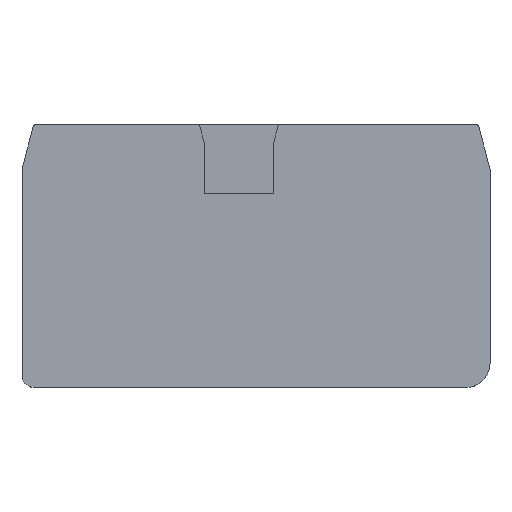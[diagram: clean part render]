
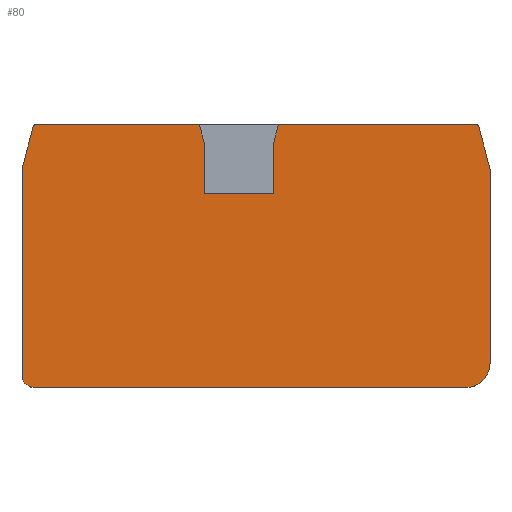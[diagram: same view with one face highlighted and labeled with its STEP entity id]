
A CAD part, top view. The second image highlights one B-rep face of the part: STEP entity #80.
In plain terms, the highlighted planar face has unit normal (0, 0, 1).
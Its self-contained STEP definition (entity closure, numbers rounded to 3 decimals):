
#80 = ADVANCED_FACE( '', ( #182 ), #183, .T. );
#182 = FACE_OUTER_BOUND( '', #309, .T. );
#183 = PLANE( '', #310 );
#309 = EDGE_LOOP( '', ( #472, #473, #474, #475, #476, #477, #478, #479, #480, #481, #482, #483, #484, #485, #486, #487, #488, #489 ) );
#310 = AXIS2_PLACEMENT_3D( '', #490, #491, #492 );
#472 = ORIENTED_EDGE( '', *, *, #742, .T. );
#473 = ORIENTED_EDGE( '', *, *, #775, .T. );
#474 = ORIENTED_EDGE( '', *, *, #776, .T. );
#475 = ORIENTED_EDGE( '', *, *, #777, .T. );
#476 = ORIENTED_EDGE( '', *, *, #762, .T. );
#477 = ORIENTED_EDGE( '', *, *, #778, .T. );
#478 = ORIENTED_EDGE( '', *, *, #779, .F. );
#479 = ORIENTED_EDGE( '', *, *, #780, .F. );
#480 = ORIENTED_EDGE( '', *, *, #781, .F. );
#481 = ORIENTED_EDGE( '', *, *, #782, .F. );
#482 = ORIENTED_EDGE( '', *, *, #783, .F. );
#483 = ORIENTED_EDGE( '', *, *, #784, .T. );
#484 = ORIENTED_EDGE( '', *, *, #785, .F. );
#485 = ORIENTED_EDGE( '', *, *, #768, .F. );
#486 = ORIENTED_EDGE( '', *, *, #750, .F. );
#487 = ORIENTED_EDGE( '', *, *, #786, .F. );
#488 = ORIENTED_EDGE( '', *, *, #787, .F. );
#489 = ORIENTED_EDGE( '', *, *, #788, .F. );
#490 = CARTESIAN_POINT( '', ( 0., 0., 0. ) );
#491 = DIRECTION( '', ( 0., 0., 1. ) );
#492 = DIRECTION( '', ( 1., 0., 0. ) );
#742 = EDGE_CURVE( '', #877, #875, #878, .T. );
#750 = EDGE_CURVE( '', #890, #891, #892, .T. );
#762 = EDGE_CURVE( '', #912, #910, #913, .T. );
#768 = EDGE_CURVE( '', #891, #921, #922, .T. );
#775 = EDGE_CURVE( '', #875, #931, #932, .T. );
#776 = EDGE_CURVE( '', #931, #933, #934, .T. );
#777 = EDGE_CURVE( '', #933, #912, #935, .T. );
#778 = EDGE_CURVE( '', #910, #936, #937, .T. );
#779 = EDGE_CURVE( '', #938, #936, #939, .T. );
#780 = EDGE_CURVE( '', #940, #938, #941, .T. );
#781 = EDGE_CURVE( '', #942, #940, #943, .T. );
#782 = EDGE_CURVE( '', #944, #942, #945, .T. );
#783 = EDGE_CURVE( '', #946, #944, #947, .T. );
#784 = EDGE_CURVE( '', #946, #948, #949, .T. );
#785 = EDGE_CURVE( '', #921, #948, #950, .T. );
#786 = EDGE_CURVE( '', #951, #890, #952, .T. );
#787 = EDGE_CURVE( '', #953, #951, #954, .T. );
#788 = EDGE_CURVE( '', #877, #953, #955, .T. );
#875 = VERTEX_POINT( '', #1067 );
#877 = VERTEX_POINT( '', #1070 );
#878 = CIRCLE( '', #1071, 4. );
#890 = VERTEX_POINT( '', #1088 );
#891 = VERTEX_POINT( '', #1089 );
#892 = CIRCLE( '', #1090, 0.5 );
#910 = VERTEX_POINT( '', #1114 );
#912 = VERTEX_POINT( '', #1117 );
#913 = CIRCLE( '', #1118, 0.5 );
#921 = VERTEX_POINT( '', #1128 );
#922 = LINE( '', #1129, #1130 );
#931 = VERTEX_POINT( '', #1143 );
#932 = LINE( '', #1144, #1145 );
#933 = VERTEX_POINT( '', #1146 );
#934 = CIRCLE( '', #1147, 0.5 );
#935 = LINE( '', #1148, #1149 );
#936 = VERTEX_POINT( '', #1150 );
#937 = LINE( '', #1151, #1152 );
#938 = VERTEX_POINT( '', #1153 );
#939 = LINE( '', #1154, #1155 );
#940 = VERTEX_POINT( '', #1156 );
#941 = LINE( '', #1157, #1158 );
#942 = VERTEX_POINT( '', #1159 );
#943 = LINE( '', #1160, #1161 );
#944 = VERTEX_POINT( '', #1162 );
#945 = LINE( '', #1163, #1164 );
#946 = VERTEX_POINT( '', #1165 );
#947 = LINE( '', #1166, #1167 );
#948 = VERTEX_POINT( '', #1168 );
#949 = LINE( '', #1169, #1170 );
#950 = CIRCLE( '', #1171, 0.5 );
#951 = VERTEX_POINT( '', #1172 );
#952 = LINE( '', #1173, #1174 );
#953 = VERTEX_POINT( '', #1175 );
#954 = CIRCLE( '', #1176, 2. );
#955 = LINE( '', #1177, #1178 );
#1067 = CARTESIAN_POINT( '', ( 35.565, -17.35, 0. ) );
#1070 = CARTESIAN_POINT( '', ( 31.565, -21.35, 0. ) );
#1071 = AXIS2_PLACEMENT_3D( '', #1318, #1319, #1320 );
#1088 = CARTESIAN_POINT( '', ( -42.05, 14.869, 0. ) );
#1089 = CARTESIAN_POINT( '', ( -42.033, 14.998, 0. ) );
#1090 = AXIS2_PLACEMENT_3D( '', #1326, #1327, #1328 );
#1114 = CARTESIAN_POINT( '', ( 33.221, 22.25, 0. ) );
#1117 = CARTESIAN_POINT( '', ( 33.704, 21.879, 0. ) );
#1118 = AXIS2_PLACEMENT_3D( '', #1342, #1343, #1344 );
#1128 = CARTESIAN_POINT( '', ( -40.189, 21.879, 0. ) );
#1129 = CARTESIAN_POINT( '', ( -42.033, 14.998, 0. ) );
#1130 = VECTOR( '', #1350, 1000. );
#1143 = CARTESIAN_POINT( '', ( 35.565, 14.869, 0. ) );
#1144 = CARTESIAN_POINT( '', ( 35.565, 14.869, 0. ) );
#1145 = VECTOR( '', #1355, 1000. );
#1146 = CARTESIAN_POINT( '', ( 35.548, 14.998, 0. ) );
#1147 = AXIS2_PLACEMENT_3D( '', #1356, #1357, #1358 );
#1148 = CARTESIAN_POINT( '', ( 33.704, 21.879, 0. ) );
#1149 = VECTOR( '', #1359, 1000. );
#1150 = CARTESIAN_POINT( '', ( 0.479, 22.25, 0. ) );
#1151 = CARTESIAN_POINT( '', ( 36.206, 22.25, 0. ) );
#1152 = VECTOR( '', #1360, 1000. );
#1153 = CARTESIAN_POINT( '', ( -0.3, 19.289, 0. ) );
#1154 = CARTESIAN_POINT( '', ( -0.3, 19.289, 0. ) );
#1155 = VECTOR( '', #1361, 1000. );
#1156 = CARTESIAN_POINT( '', ( -0.3, 10.75, 0. ) );
#1157 = CARTESIAN_POINT( '', ( -0.3, 10.75, 0. ) );
#1158 = VECTOR( '', #1362, 1000. );
#1159 = CARTESIAN_POINT( '', ( -11.85, 10.75, 0. ) );
#1160 = CARTESIAN_POINT( '', ( -11.85, 10.75, 0. ) );
#1161 = VECTOR( '', #1363, 1000. );
#1162 = CARTESIAN_POINT( '', ( -11.85, 19.289, 0. ) );
#1163 = CARTESIAN_POINT( '', ( -11.85, 19.289, 0. ) );
#1164 = VECTOR( '', #1364, 1000. );
#1165 = CARTESIAN_POINT( '', ( -12.629, 22.25, 0. ) );
#1166 = CARTESIAN_POINT( '', ( -12.629, 22.25, 0. ) );
#1167 = VECTOR( '', #1365, 1000. );
#1168 = CARTESIAN_POINT( '', ( -39.706, 22.25, 0. ) );
#1169 = CARTESIAN_POINT( '', ( -12.629, 22.25, 0. ) );
#1170 = VECTOR( '', #1366, 1000. );
#1171 = AXIS2_PLACEMENT_3D( '', #1367, #1368, #1369 );
#1172 = CARTESIAN_POINT( '', ( -42.05, -19.35, 0. ) );
#1173 = CARTESIAN_POINT( '', ( -42.05, -19.65, 0. ) );
#1174 = VECTOR( '', #1370, 1000. );
#1175 = CARTESIAN_POINT( '', ( -40.05, -21.35, 0. ) );
#1176 = AXIS2_PLACEMENT_3D( '', #1371, #1372, #1373 );
#1177 = CARTESIAN_POINT( '', ( 34.55, -21.35, 0. ) );
#1178 = VECTOR( '', #1374, 1000. );
#1318 = CARTESIAN_POINT( '', ( 31.565, -17.35, 0. ) );
#1319 = DIRECTION( '', ( 0., 0., 1. ) );
#1320 = DIRECTION( '', ( 1., 0., 0. ) );
#1326 = CARTESIAN_POINT( '', ( -41.55, 14.869, 0. ) );
#1327 = DIRECTION( '', ( 0., 0., -1. ) );
#1328 = DIRECTION( '', ( -1., 0., 0. ) );
#1342 = CARTESIAN_POINT( '', ( 33.221, 21.75, 0. ) );
#1343 = DIRECTION( '', ( 0., 0., 1. ) );
#1344 = DIRECTION( '', ( 1., 0., 0. ) );
#1350 = DIRECTION( '', ( 0.259, 0.966, 0. ) );
#1355 = DIRECTION( '', ( 0., 1., 0. ) );
#1356 = CARTESIAN_POINT( '', ( 35.065, 14.869, 0. ) );
#1357 = DIRECTION( '', ( 0., 0., 1. ) );
#1358 = DIRECTION( '', ( 1., 0., 0. ) );
#1359 = DIRECTION( '', ( -0.259, 0.966, 0. ) );
#1360 = DIRECTION( '', ( -1., 0., 0. ) );
#1361 = DIRECTION( '', ( 0.254, 0.967, 0. ) );
#1362 = DIRECTION( '', ( 0., 1., 0. ) );
#1363 = DIRECTION( '', ( 1., 0., 0. ) );
#1364 = DIRECTION( '', ( 0., -1., 0. ) );
#1365 = DIRECTION( '', ( 0.254, -0.967, 0. ) );
#1366 = DIRECTION( '', ( -1., 0., 0. ) );
#1367 = CARTESIAN_POINT( '', ( -39.706, 21.75, 0. ) );
#1368 = DIRECTION( '', ( 0., 0., -1. ) );
#1369 = DIRECTION( '', ( -0.966, 0.259, 0. ) );
#1370 = DIRECTION( '', ( 0., 1., 0. ) );
#1371 = CARTESIAN_POINT( '', ( -40.05, -19.35, 0. ) );
#1372 = DIRECTION( '', ( 0., 0., -1. ) );
#1373 = DIRECTION( '', ( 1., 0., 0. ) );
#1374 = DIRECTION( '', ( -1., 0., 0. ) );
